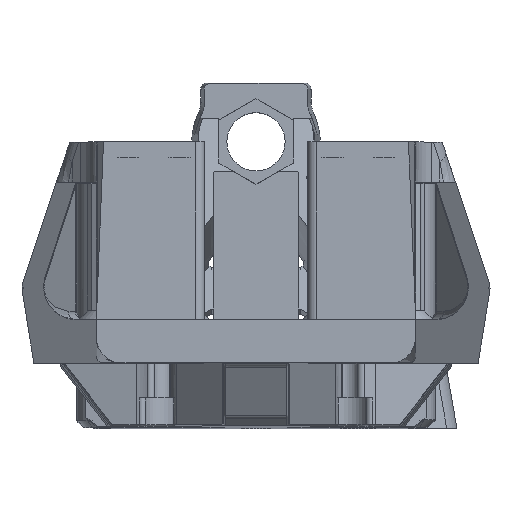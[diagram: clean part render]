
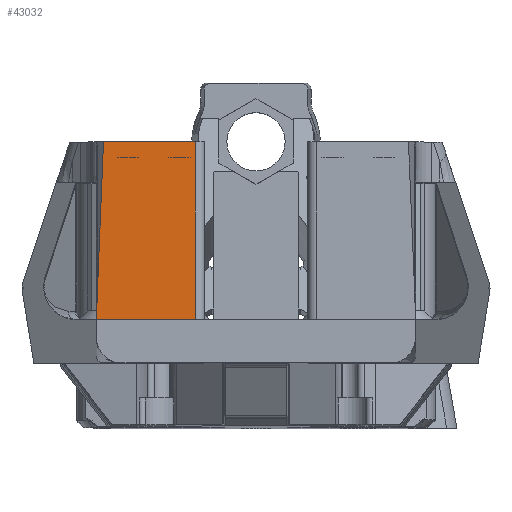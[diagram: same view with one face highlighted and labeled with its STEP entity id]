
A CAD part, top view. The second image highlights one B-rep face of the part: STEP entity #43032.
In plain terms, the highlighted planar face has unit normal (0, 0, 1).
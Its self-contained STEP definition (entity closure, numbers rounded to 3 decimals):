
#10772=DIRECTION('',(0.,1.,0.));
#10773=VECTOR('',#10772,20.);
#10774=CARTESIAN_POINT('',(-6.84,12.,94.861));
#10775=LINE('',#10774,#10773);
#10776=DIRECTION('',(-1.,0.,0.));
#10777=VECTOR('',#10776,11.148);
#10778=CARTESIAN_POINT('',(-6.84,12.,94.861));
#10779=LINE('',#10778,#10777);
#10780=CARTESIAN_POINT('',(-17.901,14.831,
94.861));
#10781=CARTESIAN_POINT('',(-17.94,13.887,
94.861));
#10782=CARTESIAN_POINT('',(-17.969,12.944,
94.861));
#10783=CARTESIAN_POINT('',(-17.988,12.,94.861));
#10785=DIRECTION('',(0.041,0.999,0.));
#10786=VECTOR('',#10785,17.184);
#10787=CARTESIAN_POINT('',(-17.901,14.831,
94.861));
#10788=LINE('',#10787,#10786);
#10789=DIRECTION('',(1.,0.,0.));
#10790=VECTOR('',#10789,10.354);
#10791=CARTESIAN_POINT('',(-17.194,32.,94.861));
#10792=LINE('',#10791,#10790);
#32680=VERTEX_POINT('',#10780);
#32681=VERTEX_POINT('',#10783);
#32702=CARTESIAN_POINT('',(-17.194,32.,94.861));
#32703=VERTEX_POINT('',#32702);
#33049=CARTESIAN_POINT('',(-6.84,32.,94.861));
#33051=VERTEX_POINT('',#33049);
#33055=CARTESIAN_POINT('',(-6.84,12.,94.861));
#33056=VERTEX_POINT('',#33055);
#43020=CARTESIAN_POINT('',(18.011,12.,94.861));
#43021=DIRECTION('',(0.,0.,-1.));
#43022=DIRECTION('',(-1.,0.,0.));
#43023=AXIS2_PLACEMENT_3D('',#43020,#43021,#43022);
#43024=PLANE('',#43023);
#43025=ORIENTED_EDGE('',*,*,#42769,.F.);
#43026=ORIENTED_EDGE('',*,*,#33604,.T.);
#43027=ORIENTED_EDGE('',*,*,#42862,.F.);
#43028=ORIENTED_EDGE('',*,*,#43014,.T.);
#43029=ORIENTED_EDGE('',*,*,#42498,.T.);
#43030=EDGE_LOOP('',(#43025,#43026,#43027,#43028,#43029));
#43031=FACE_OUTER_BOUND('',#43030,.F.);
#43032=ADVANCED_FACE('',(#43031),#43024,.F.);
#10784=B_SPLINE_CURVE_WITH_KNOTS('',3,(#10780,#10781,#10782,#10783),
.UNSPECIFIED.,.F.,.F.,(4,4),(0.,1.),.UNSPECIFIED.);
#33604=EDGE_CURVE('',#33056,#32681,#10779,.T.);
#42498=EDGE_CURVE('',#32703,#33051,#10792,.T.);
#42769=EDGE_CURVE('',#33056,#33051,#10775,.T.);
#42862=EDGE_CURVE('',#32680,#32681,#10784,.T.);
#43014=EDGE_CURVE('',#32680,#32703,#10788,.T.);
